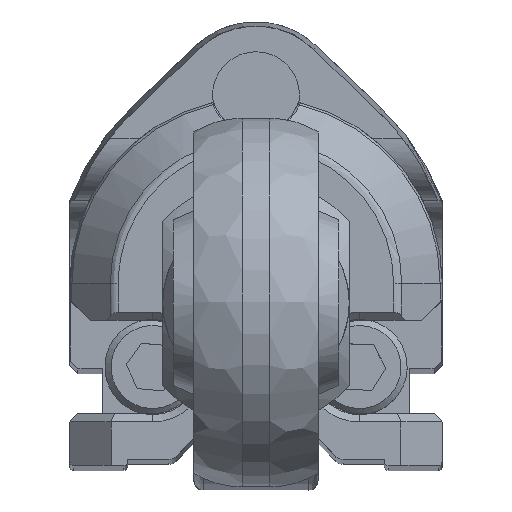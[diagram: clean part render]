
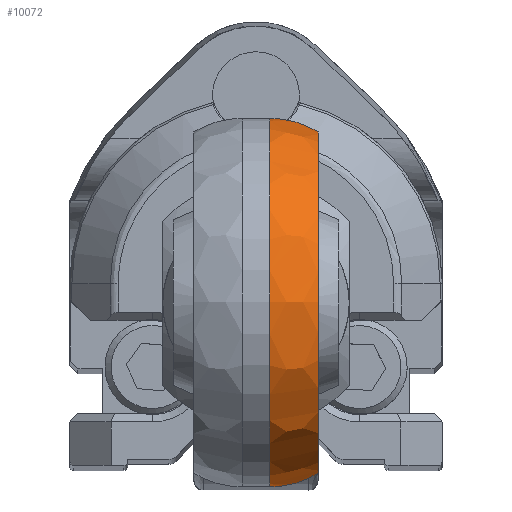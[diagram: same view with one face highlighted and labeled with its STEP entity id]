
A CAD part, top view. The second image highlights one B-rep face of the part: STEP entity #10072.
In plain terms, the highlighted free-form (B-spline) face has degree [3, 3] with [4, 7] control points.
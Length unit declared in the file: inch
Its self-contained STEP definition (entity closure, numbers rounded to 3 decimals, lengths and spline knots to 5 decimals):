
#341 = EDGE_CURVE ( 'NONE', #15116, #3308, #17292, .T. ) ;
#832 = CARTESIAN_POINT ( 'NONE',  ( 0.0902, 0.31286, 4.35729 ) ) ;
#877 = DIRECTION ( 'NONE',  ( 0.519, 0.854, 0. ) ) ;
#1191 = DIRECTION ( 'NONE',  ( -1., 0., 0. ) ) ;
#1415 = AXIS2_PLACEMENT_3D ( 'NONE', #8975, #1191, #4558 ) ;
#2350 = CIRCLE ( 'NONE', #7916, 0.17717 ) ;
#2680 = CARTESIAN_POINT ( 'NONE',  ( 0.11811, -0.21888, 4.6819 ) ) ;
#3272 = CARTESIAN_POINT ( 'NONE',  ( 0.02608, -0.23398, 4.70768 ) ) ;
#3308 = VERTEX_POINT ( 'NONE', #9430 ) ;
#3354 = AXIS2_PLACEMENT_3D ( 'NONE', #13209, #19413, #15039 ) ;
#4408 = ORIENTED_EDGE ( 'NONE', *, *, #10876, .T. ) ;
#4558 = DIRECTION ( 'NONE',  ( 0., 0., -1. ) ) ;
#4606 = CARTESIAN_POINT ( 'NONE',  ( 0.02608, -0.37912, 4.56255 ) ) ;
#5849 = CARTESIAN_POINT ( 'NONE',  ( 0.0902, -0.22882, 4.69887 ) ) ;
#5949 = CARTESIAN_POINT ( 'NONE',  ( 0.02608, -0.37912, 4.35729 ) ) ;
#7060 = ORIENTED_EDGE ( 'NONE', *, *, #341, .T. ) ;
#7916 = AXIS2_PLACEMENT_3D ( 'NONE', #17736, #19454, #877 ) ;
#8186 = VERTEX_POINT ( 'NONE', #19530 ) ;
#8374 = CARTESIAN_POINT ( 'NONE',  ( 0.02608, 0.32167, 4.35729 ) ) ;
#8721 = CARTESIAN_POINT ( 'NONE',  ( 0.05874, -0.02872, 4.70768 ) ) ;
#8930 = CARTESIAN_POINT ( 'NONE',  ( 0.11811, -0.35334, 4.54744 ) ) ;
#8975 = CARTESIAN_POINT ( 'NONE',  ( 0.11811, -0.02872, 4.35729 ) ) ;
#9118 = CARTESIAN_POINT ( 'NONE',  ( 0.05874, -0.37912, 4.35729 ) ) ;
#9430 = CARTESIAN_POINT ( 'NONE',  ( 0.02608, -0.37912, 4.35729 ) ) ;
#9621 = ORIENTED_EDGE ( 'NONE', *, *, #16843, .F. ) ;
#9983 = EDGE_CURVE ( 'NONE', #3308, #16759, #16067, .T. ) ;
#10072 = ADVANCED_FACE ( 'NONE', ( #11769 ), #11261, .T. ) ;
#10100 = CARTESIAN_POINT ( 'NONE',  ( 0.11811, -0.35334, 4.35729 ) ) ;
#10162 = CARTESIAN_POINT ( 'NONE',  ( 0.05874, 0.32167, 4.35729 ) ) ;
#10266 = CARTESIAN_POINT ( 'NONE',  ( 0.05874, 0.32167, 4.56255 ) ) ;
#10455 = CARTESIAN_POINT ( 'NONE',  ( 0.11811, 0.16143, 4.6819 ) ) ;
#10563 = CARTESIAN_POINT ( 'NONE',  ( 0.0902, -0.3703, 4.55738 ) ) ;
#10574 = CIRCLE ( 'NONE', #1415, 0.32461 ) ;
#10876 = EDGE_CURVE ( 'NONE', #16759, #8186, #10574, .T. ) ;
#11261 =( BOUNDED_SURFACE ( )  B_SPLINE_SURFACE ( 3, 3, ( 
 ( #11972, #18186, #10455, #16660, #2680, #8930, #19512 ),
 ( #832, #13605, #19813, #17994, #5849, #10563, #16771 ),
 ( #10162, #10266, #16461, #8721, #18787, #12371, #9118 ),
 ( #20108, #18485, #14206, #15542, #3272, #4606, #5949 ) ),
 .UNSPECIFIED., .F., .F., .F. ) 
 B_SPLINE_SURFACE_WITH_KNOTS ( ( 4, 4 ),
 ( 4, 3, 4 ),
 ( 0., 1. ),
 ( 0., 0.5, 1. ),
 .UNSPECIFIED. ) 
 GEOMETRIC_REPRESENTATION_ITEM ( )  RATIONAL_B_SPLINE_SURFACE ( (
 ( 1., 0.805, 0.805, 1., 0.805, 0.805, 1.),
 ( 0.975, 0.785, 0.785, 0.975, 0.785, 0.785, 0.975),
 ( 0.975, 0.785, 0.785, 0.975, 0.785, 0.785, 0.975),
 ( 1., 0.805, 0.805, 1., 0.805, 0.805, 1.) ) ) 
 REPRESENTATION_ITEM ( '' )  SURFACE ( )  );
#11769 = FACE_OUTER_BOUND ( 'NONE', #18034, .T. ) ;
#11972 = CARTESIAN_POINT ( 'NONE',  ( 0.11811, 0.29589, 4.35729 ) ) ;
#12341 = DIRECTION ( 'NONE',  ( 1., 0., 0. ) ) ;
#12371 = CARTESIAN_POINT ( 'NONE',  ( 0.05874, -0.37912, 4.56255 ) ) ;
#12553 = DIRECTION ( 'NONE',  ( 0., 0., -1. ) ) ;
#13209 = CARTESIAN_POINT ( 'NONE',  ( 0.02608, -0.20195, 4.35729 ) ) ;
#13605 = CARTESIAN_POINT ( 'NONE',  ( 0.0902, 0.31286, 4.55738 ) ) ;
#13974 = CARTESIAN_POINT ( 'NONE',  ( 0.02608, -0.02872, 4.35729 ) ) ;
#14206 = CARTESIAN_POINT ( 'NONE',  ( 0.02608, 0.17653, 4.70768 ) ) ;
#14351 = AXIS2_PLACEMENT_3D ( 'NONE', #13974, #12341, #12553 ) ;
#15039 = DIRECTION ( 'NONE',  ( 0., -1., 0. ) ) ;
#15116 = VERTEX_POINT ( 'NONE', #8374 ) ;
#15542 = CARTESIAN_POINT ( 'NONE',  ( 0.02608, -0.02872, 4.70768 ) ) ;
#16067 = CIRCLE ( 'NONE', #3354, 0.17717 ) ;
#16461 = CARTESIAN_POINT ( 'NONE',  ( 0.05874, 0.17653, 4.70768 ) ) ;
#16660 = CARTESIAN_POINT ( 'NONE',  ( 0.11811, -0.02872, 4.6819 ) ) ;
#16759 = VERTEX_POINT ( 'NONE', #10100 ) ;
#16771 = CARTESIAN_POINT ( 'NONE',  ( 0.0902, -0.3703, 4.35729 ) ) ;
#16843 = EDGE_CURVE ( 'NONE', #15116, #8186, #2350, .T. ) ;
#17292 = CIRCLE ( 'NONE', #14351, 0.35039 ) ;
#17736 = CARTESIAN_POINT ( 'NONE',  ( 0.02608, 0.14451, 4.35729 ) ) ;
#17994 = CARTESIAN_POINT ( 'NONE',  ( 0.0902, -0.02872, 4.69887 ) ) ;
#18034 = EDGE_LOOP ( 'NONE', ( #4408, #9621, #7060, #19184 ) ) ;
#18186 = CARTESIAN_POINT ( 'NONE',  ( 0.11811, 0.29589, 4.54744 ) ) ;
#18485 = CARTESIAN_POINT ( 'NONE',  ( 0.02608, 0.32167, 4.56255 ) ) ;
#18787 = CARTESIAN_POINT ( 'NONE',  ( 0.05874, -0.23398, 4.70768 ) ) ;
#19184 = ORIENTED_EDGE ( 'NONE', *, *, #9983, .T. ) ;
#19413 = DIRECTION ( 'NONE',  ( 0., 0., 1. ) ) ;
#19454 = DIRECTION ( 'NONE',  ( 0., 0., -1. ) ) ;
#19512 = CARTESIAN_POINT ( 'NONE',  ( 0.11811, -0.35334, 4.35729 ) ) ;
#19530 = CARTESIAN_POINT ( 'NONE',  ( 0.11811, 0.29589, 4.35729 ) ) ;
#19813 = CARTESIAN_POINT ( 'NONE',  ( 0.0902, 0.17137, 4.69887 ) ) ;
#20108 = CARTESIAN_POINT ( 'NONE',  ( 0.02608, 0.32167, 4.35729 ) ) ;
